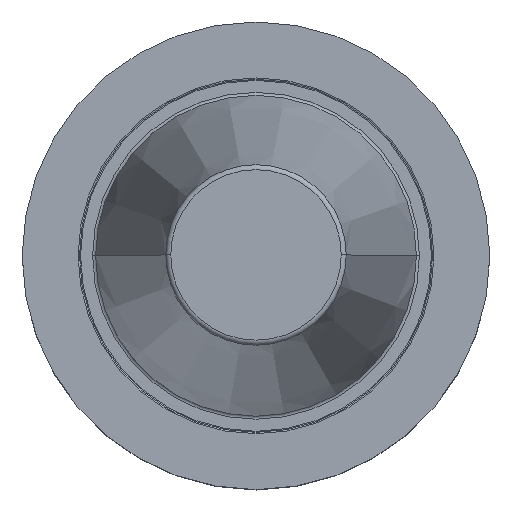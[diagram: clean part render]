
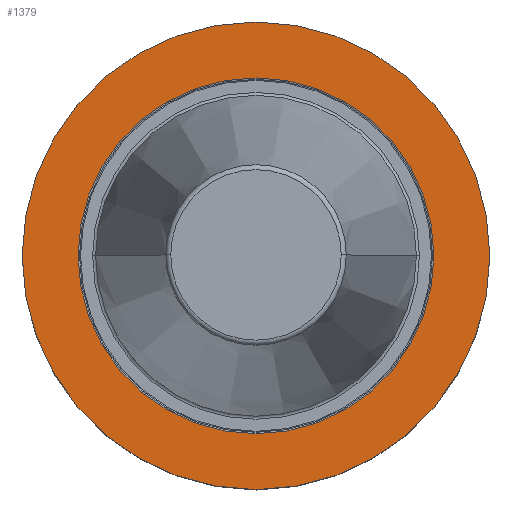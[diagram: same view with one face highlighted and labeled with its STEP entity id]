
A CAD part, top view. The second image highlights one B-rep face of the part: STEP entity #1379.
In plain terms, the highlighted planar face has unit normal (0, 0, 1).
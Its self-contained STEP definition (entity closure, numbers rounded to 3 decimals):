
#422=CARTESIAN_POINT('',(0.,0.,0.));
#423=DIRECTION('',(0.,0.,-1.));
#424=DIRECTION('',(1.,0.,0.));
#425=AXIS2_PLACEMENT_3D('',#422,#423,#424);
#430=CARTESIAN_POINT('',(0.,0.,0.));
#431=DIRECTION('',(0.,0.,1.));
#432=DIRECTION('',(1.,0.,0.));
#433=AXIS2_PLACEMENT_3D('',#430,#431,#432);
#438=CARTESIAN_POINT('',(0.,0.,0.));
#439=DIRECTION('',(0.,0.,1.));
#440=DIRECTION('',(1.,0.,0.));
#441=AXIS2_PLACEMENT_3D('',#438,#439,#440);
#446=CARTESIAN_POINT('',(0.,0.,0.));
#447=DIRECTION('',(0.,0.,1.));
#448=DIRECTION('',(-1.,0.,0.));
#449=AXIS2_PLACEMENT_3D('',#446,#447,#448);
#906=CARTESIAN_POINT('',(23.,0.,0.));
#907=CARTESIAN_POINT('',(-23.,0.,0.));
#908=VERTEX_POINT('',#906);
#909=VERTEX_POINT('',#907);
#970=CARTESIAN_POINT('',(17.5,0.,0.));
#971=CARTESIAN_POINT('',(-17.5,0.,0.));
#972=VERTEX_POINT('',#970);
#973=VERTEX_POINT('',#971);
#1364=CARTESIAN_POINT('',(0.,0.,0.));
#1365=DIRECTION('',(0.,0.,-1.));
#1366=DIRECTION('',(-1.,0.,0.));
#1367=AXIS2_PLACEMENT_3D('',#1364,#1365,#1366);
#1368=PLANE('',#1367);
#1369=ORIENTED_EDGE('',*,*,#1287,.T.);
#1370=ORIENTED_EDGE('',*,*,#1345,.F.);
#1371=EDGE_LOOP('',(#1369,#1370));
#1372=FACE_OUTER_BOUND('',#1371,.F.);
#1374=ORIENTED_EDGE('',*,*,#1373,.T.);
#1376=ORIENTED_EDGE('',*,*,#1375,.T.);
#1377=EDGE_LOOP('',(#1374,#1376));
#1378=FACE_BOUND('',#1377,.F.);
#1379=ADVANCED_FACE('',(#1372,#1378),#1368,.F.);
#426=CIRCLE('',#425,23.);
#434=CIRCLE('',#433,23.);
#442=CIRCLE('',#441,17.5);
#450=CIRCLE('',#449,17.5);
#1287=EDGE_CURVE('',#908,#909,#426,.T.);
#1345=EDGE_CURVE('',#908,#909,#434,.T.);
#1373=EDGE_CURVE('',#972,#973,#442,.T.);
#1375=EDGE_CURVE('',#973,#972,#450,.T.);
